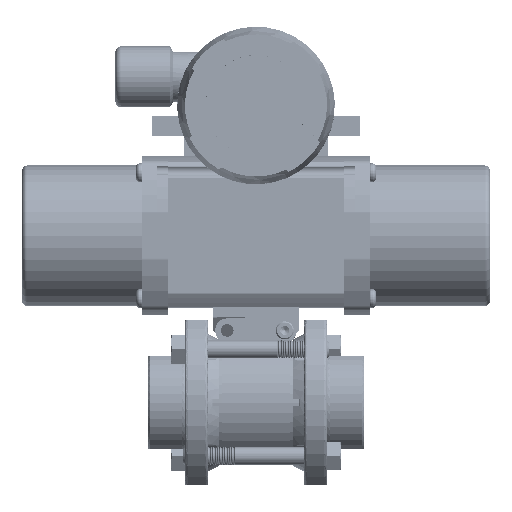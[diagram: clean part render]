
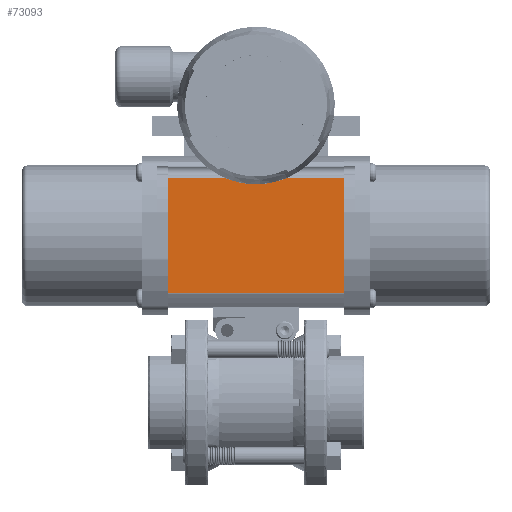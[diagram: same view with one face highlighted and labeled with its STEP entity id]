
A CAD part, top view. The second image highlights one B-rep face of the part: STEP entity #73093.
In plain terms, the highlighted planar face has unit normal (0, 0, 1).
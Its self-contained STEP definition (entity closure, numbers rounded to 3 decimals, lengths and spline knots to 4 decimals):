
#17262 = VECTOR ( 'NONE', #89149, 39.3701 ) ;
#23132 = VERTEX_POINT ( 'NONE', #140290 ) ;
#32625 = EDGE_CURVE ( 'NONE', #186643, #57459, #104995, .T. ) ;
#50275 = PLANE ( 'NONE',  #164672 ) ;
#51411 = VECTOR ( 'NONE', #215845, 39.3701 ) ;
#57459 = VERTEX_POINT ( 'NONE', #74656 ) ;
#58002 = DIRECTION ( 'NONE',  ( 0., 1., 0. ) ) ;
#58667 = VECTOR ( 'NONE', #197997, 39.3701 ) ;
#73093 = ADVANCED_FACE ( 'NONE', ( #130532 ), #50275, .F. ) ;
#74656 = CARTESIAN_POINT ( 'NONE',  ( 1.5441, 1.7988, 3.281 ) ) ;
#75835 = CARTESIAN_POINT ( 'NONE',  ( -5.0238, 1.7988, 3.281 ) ) ;
#77773 = CARTESIAN_POINT ( 'NONE',  ( -1.5109, 3.7931, 3.281 ) ) ;
#88388 = CARTESIAN_POINT ( 'NONE',  ( -5.0238, 3.7931, 3.281 ) ) ;
#89149 = DIRECTION ( 'NONE',  ( -1., 0., 0. ) ) ;
#93664 = CARTESIAN_POINT ( 'NONE',  ( 1.5441, 3.8004, 3.281 ) ) ;
#102903 = DIRECTION ( 'NONE',  ( 0., -1., 0. ) ) ;
#104995 = LINE ( 'NONE', #75835, #58667 ) ;
#110500 = LINE ( 'NONE', #110588, #162480 ) ;
#110588 = CARTESIAN_POINT ( 'NONE',  ( -1.5109, 3.8004, 3.281 ) ) ;
#114635 = ORIENTED_EDGE ( 'NONE', *, *, #166716, .F. ) ;
#122484 = VERTEX_POINT ( 'NONE', #77773 ) ;
#130532 = FACE_OUTER_BOUND ( 'NONE', #206566, .T. ) ;
#133184 = EDGE_CURVE ( 'NONE', #23132, #122484, #192068, .T. ) ;
#137335 = CARTESIAN_POINT ( 'NONE',  ( -5.0238, 3.8004, 3.281 ) ) ;
#140290 = CARTESIAN_POINT ( 'NONE',  ( 1.5441, 3.7931, 3.281 ) ) ;
#162480 = VECTOR ( 'NONE', #58002, 39.3701 ) ;
#164672 = AXIS2_PLACEMENT_3D ( 'NONE', #137335, #207536, #102903 ) ;
#165056 = CARTESIAN_POINT ( 'NONE',  ( -1.5109, 1.7988, 3.281 ) ) ;
#166716 = EDGE_CURVE ( 'NONE', #23132, #57459, #185289, .T. ) ;
#182740 = EDGE_CURVE ( 'NONE', #186643, #122484, #110500, .T. ) ;
#185289 = LINE ( 'NONE', #93664, #51411 ) ;
#186643 = VERTEX_POINT ( 'NONE', #165056 ) ;
#190185 = ORIENTED_EDGE ( 'NONE', *, *, #182740, .F. ) ;
#192068 = LINE ( 'NONE', #88388, #17262 ) ;
#197997 = DIRECTION ( 'NONE',  ( 1., 0., 0. ) ) ;
#203211 = ORIENTED_EDGE ( 'NONE', *, *, #32625, .T. ) ;
#206566 = EDGE_LOOP ( 'NONE', ( #114635, #224037, #190185, #203211 ) ) ;
#207536 = DIRECTION ( 'NONE',  ( 0., 0., -1. ) ) ;
#215845 = DIRECTION ( 'NONE',  ( 0., -1., 0. ) ) ;
#224037 = ORIENTED_EDGE ( 'NONE', *, *, #133184, .T. ) ;
